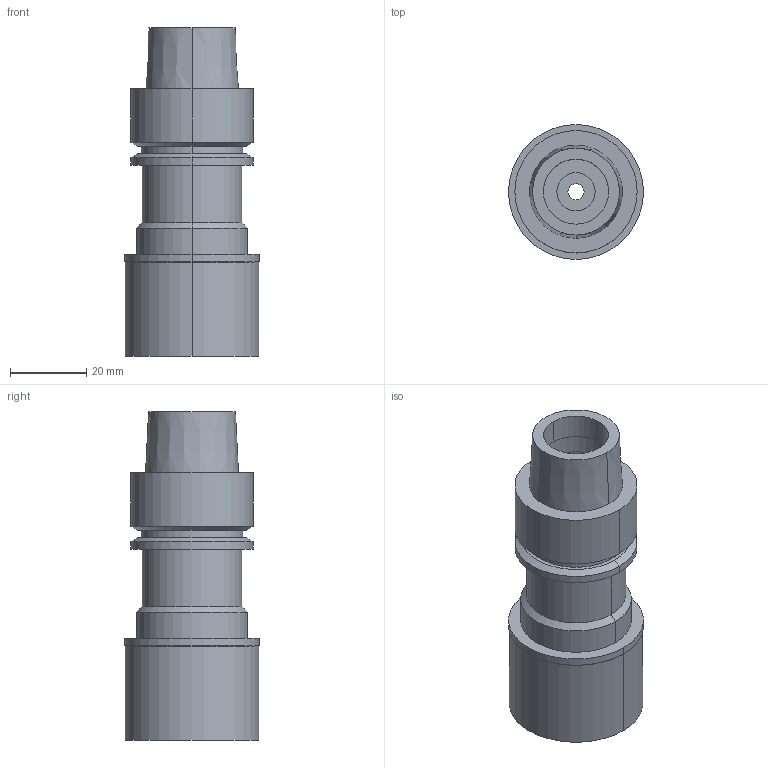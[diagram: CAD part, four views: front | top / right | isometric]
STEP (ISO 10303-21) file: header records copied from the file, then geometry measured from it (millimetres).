
FILE_DESCRIPTION((''),'2;1');
FILE_NAME('HE32MN13070-130_ASM','2018-03-05T',('ykawabe'),(''),'CREO PARAMETRIC BY PTC INC, 2016380','CREO PARAMETRIC BY PTC INC, 2016380','');
FILE_SCHEMA(('AUTOMOTIVE_DESIGN { 1 0 10303 214 1 1 1 1 }'));
Length unit declared in the file: millimetre
Products named in the file (5): HSK-E32-MEGA13N-70_1; NBC13-13_1; MGN13_1; DXF_TEMP_ASSY_ASM_4_ASM; HE32MN13070-130_ASM
Assembly tree (4 placements, depth 3):
  HE32MN13070-130_ASM
    DXF_TEMP_ASSY_ASM_4_ASM
      HSK-E32-MEGA13N-70_1
      NBC13-13_1
      MGN13_1
Bounding box: 35.3 x 35.3 x 86 mm (x, y, z)
Volume: 45901 mm3; surface area: 22214 mm2
Topology: 3 solids, 3 shells, 93 faces, 186 edges, 116 vertices
Faces by surface type: cylinder 48, plane 23, cone 20, torus 2
Entity records: 3741 total; most frequent: DIRECTION 536, CARTESIAN_POINT 430, ORIENTED_EDGE 372, AXIS2_PLACEMENT_3D 234, PRESENTATION_STYLE_ASSIGNMENT 194, STYLED_ITEM 194, CURVE_STYLE 191, EDGE_CURVE 186
